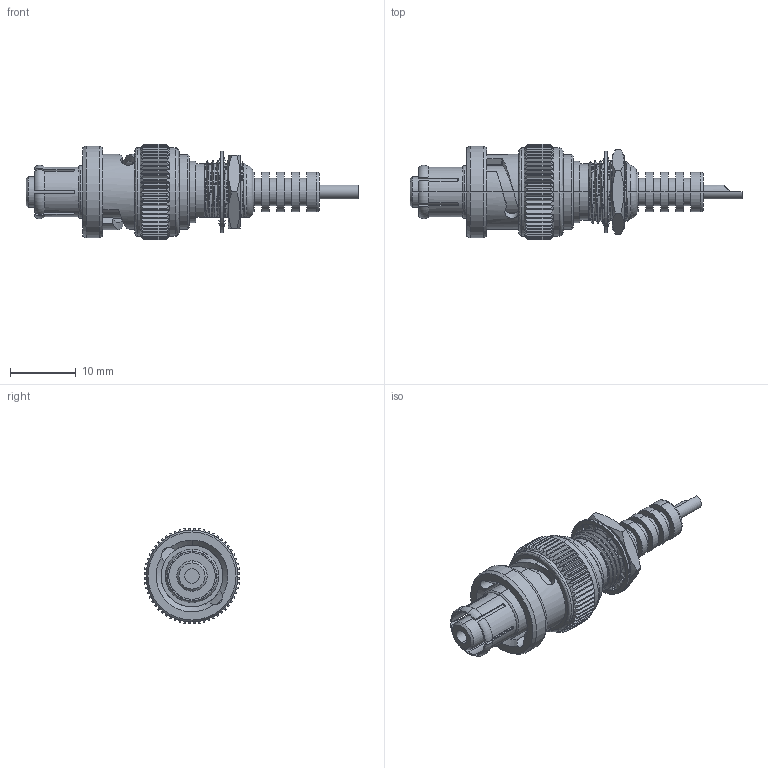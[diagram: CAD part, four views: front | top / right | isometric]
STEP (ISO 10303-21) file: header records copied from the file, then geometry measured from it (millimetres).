
FILE_DESCRIPTION (( 'STEP AP203' ), '1' );
FILE_NAME ('PE44118.step', '2018-06-12T22:46:40', ( '' ), ( '' ), 'SwSTEP 2.0', 'SolidWorks 2017', '' );
FILE_SCHEMA (( 'CONFIG_CONTROL_DESIGN' ));
Length unit declared in the file: inch
Products named in the file (1): PE44118
Bounding box: 50.4 x 14.47 x 14.47 mm (x, y, z)
Volume: 2765.2 mm3; surface area: 3364.3 mm2
Topology: 3 solids, 3 shells, 496 faces, 1409 edges, 934 vertices
Faces by surface type: plane 195, cylinder 171, bspline 81, cone 36, torus 13
Entity records: 27995 total; most frequent: CARTESIAN_POINT 16186, ORIENTED_EDGE 2818, DIRECTION 2008, EDGE_CURVE 1409, VERTEX_POINT 934, AXIS2_PLACEMENT_3D 782, B_SPLINE_CURVE_WITH_KNOTS 522, EDGE_LOOP 519
